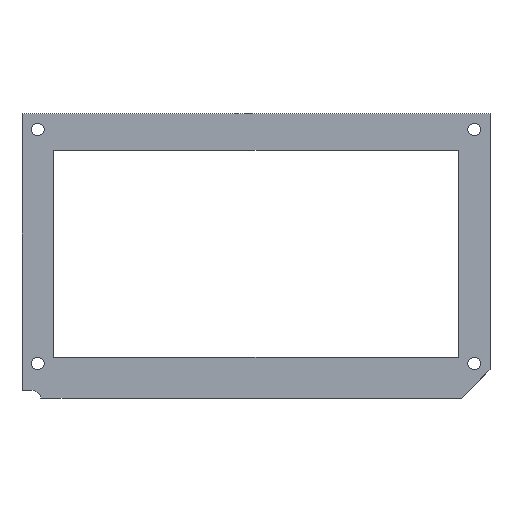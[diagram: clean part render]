
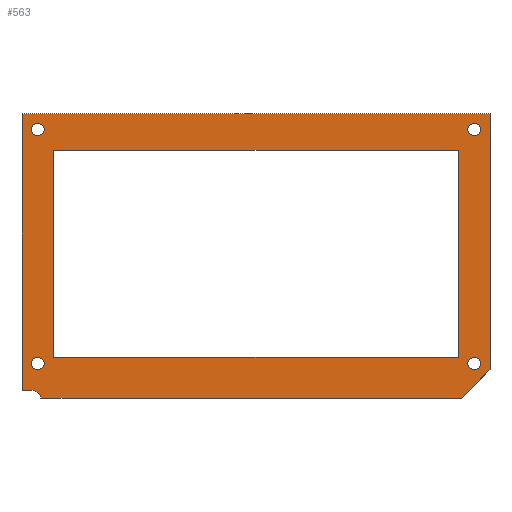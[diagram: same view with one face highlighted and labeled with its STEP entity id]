
A CAD part, front view. The second image highlights one B-rep face of the part: STEP entity #563.
In plain terms, the highlighted planar face has unit normal (0, -1, 0).
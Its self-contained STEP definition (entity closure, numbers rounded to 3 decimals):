
#108 = VERTEX_POINT('',#109);
#109 = CARTESIAN_POINT('',(-69.,0.,37.25));
#115 = EDGE_CURVE('',#108,#116,#118,.T.);
#116 = VERTEX_POINT('',#117);
#117 = CARTESIAN_POINT('',(-69.,0.,41.25));
#118 = CIRCLE('',#119,2.);
#119 = AXIS2_PLACEMENT_3D('',#120,#121,#122);
#120 = CARTESIAN_POINT('',(-69.,0.,39.25));
#121 = DIRECTION('',(0.,1.,0.));
#122 = DIRECTION('',(0.,-0.,1.));
#150 = VERTEX_POINT('',#151);
#151 = CARTESIAN_POINT('',(-69.,0.,-36.75));
#157 = EDGE_CURVE('',#150,#158,#160,.T.);
#158 = VERTEX_POINT('',#159);
#159 = CARTESIAN_POINT('',(-69.,0.,-32.75));
#160 = CIRCLE('',#161,2.);
#161 = AXIS2_PLACEMENT_3D('',#162,#163,#164);
#162 = CARTESIAN_POINT('',(-69.,0.,-34.75));
#163 = DIRECTION('',(0.,1.,0.));
#164 = DIRECTION('',(0.,-0.,1.));
#192 = VERTEX_POINT('',#193);
#193 = CARTESIAN_POINT('',(69.,0.,37.25));
#199 = EDGE_CURVE('',#192,#200,#202,.T.);
#200 = VERTEX_POINT('',#201);
#201 = CARTESIAN_POINT('',(69.,0.,41.25));
#202 = CIRCLE('',#203,2.);
#203 = AXIS2_PLACEMENT_3D('',#204,#205,#206);
#204 = CARTESIAN_POINT('',(69.,0.,39.25));
#205 = DIRECTION('',(0.,1.,0.));
#206 = DIRECTION('',(0.,-0.,1.));
#234 = VERTEX_POINT('',#235);
#235 = CARTESIAN_POINT('',(69.,0.,-36.75));
#241 = EDGE_CURVE('',#234,#242,#244,.T.);
#242 = VERTEX_POINT('',#243);
#243 = CARTESIAN_POINT('',(69.,0.,-32.75));
#244 = CIRCLE('',#245,2.);
#245 = AXIS2_PLACEMENT_3D('',#246,#247,#248);
#246 = CARTESIAN_POINT('',(69.,0.,-34.75));
#247 = DIRECTION('',(0.,1.,0.));
#248 = DIRECTION('',(0.,-0.,1.));
#528 = VERTEX_POINT('',#529);
#529 = CARTESIAN_POINT('',(-74.,0.,-43.25));
#537 = EDGE_CURVE('',#528,#538,#540,.T.);
#538 = VERTEX_POINT('',#539);
#539 = CARTESIAN_POINT('',(-74.,0.,44.25));
#540 = LINE('',#541,#542);
#541 = CARTESIAN_POINT('',(-74.,0.,-45.75));
#542 = VECTOR('',#543,1.);
#543 = DIRECTION('',(0.,0.,1.));
#563 = ADVANCED_FACE('',(#564,#614,#648,#658,#668,#678),#688,.F.);
#564 = FACE_BOUND('',#565,.T.);
#565 = EDGE_LOOP('',(#566,#576,#584,#592,#598,#599,#607));
#566 = ORIENTED_EDGE('',*,*,#567,.F.);
#567 = EDGE_CURVE('',#568,#570,#572,.T.);
#568 = VERTEX_POINT('',#569);
#569 = CARTESIAN_POINT('',(65.,0.,-45.75));
#570 = VERTEX_POINT('',#571);
#571 = CARTESIAN_POINT('',(-68.,0.,-45.75));
#572 = LINE('',#573,#574);
#573 = CARTESIAN_POINT('',(-74.,0.,-45.75));
#574 = VECTOR('',#575,1.);
#575 = DIRECTION('',(-1.,-0.,-0.));
#576 = ORIENTED_EDGE('',*,*,#577,.T.);
#577 = EDGE_CURVE('',#568,#578,#580,.T.);
#578 = VERTEX_POINT('',#579);
#579 = CARTESIAN_POINT('',(74.,0.,-36.75));
#580 = LINE('',#581,#582);
#581 = CARTESIAN_POINT('',(65.,0.,-45.75));
#582 = VECTOR('',#583,1.);
#583 = DIRECTION('',(0.707,-0.,0.707));
#584 = ORIENTED_EDGE('',*,*,#585,.F.);
#585 = EDGE_CURVE('',#586,#578,#588,.T.);
#586 = VERTEX_POINT('',#587);
#587 = CARTESIAN_POINT('',(74.,0.,44.25));
#588 = LINE('',#589,#590);
#589 = CARTESIAN_POINT('',(74.,0.,-45.75));
#590 = VECTOR('',#591,1.);
#591 = DIRECTION('',(0.,-0.,-1.));
#592 = ORIENTED_EDGE('',*,*,#593,.F.);
#593 = EDGE_CURVE('',#538,#586,#594,.T.);
#594 = LINE('',#595,#596);
#595 = CARTESIAN_POINT('',(-74.,0.,44.25));
#596 = VECTOR('',#597,1.);
#597 = DIRECTION('',(1.,0.,0.));
#598 = ORIENTED_EDGE('',*,*,#537,.F.);
#599 = ORIENTED_EDGE('',*,*,#600,.F.);
#600 = EDGE_CURVE('',#601,#528,#603,.T.);
#601 = VERTEX_POINT('',#602);
#602 = CARTESIAN_POINT('',(-70.958,0.,-43.25));
#603 = LINE('',#604,#605);
#604 = CARTESIAN_POINT('',(-74.,0.,-43.25));
#605 = VECTOR('',#606,1.);
#606 = DIRECTION('',(-1.,0.,-0.));
#607 = ORIENTED_EDGE('',*,*,#608,.T.);
#608 = EDGE_CURVE('',#601,#570,#609,.T.);
#609 = CIRCLE('',#610,3.);
#610 = AXIS2_PLACEMENT_3D('',#611,#612,#613);
#611 = CARTESIAN_POINT('',(-70.958,0.,-46.25));
#612 = DIRECTION('',(0.,1.,0.));
#613 = DIRECTION('',(0.,-0.,1.));
#614 = FACE_BOUND('',#615,.T.);
#615 = EDGE_LOOP('',(#616,#626,#634,#642));
#616 = ORIENTED_EDGE('',*,*,#617,.T.);
#617 = EDGE_CURVE('',#618,#620,#622,.T.);
#618 = VERTEX_POINT('',#619);
#619 = CARTESIAN_POINT('',(64.,0.,32.75));
#620 = VERTEX_POINT('',#621);
#621 = CARTESIAN_POINT('',(64.,0.,-32.75));
#622 = LINE('',#623,#624);
#623 = CARTESIAN_POINT('',(64.,0.,-32.75));
#624 = VECTOR('',#625,1.);
#625 = DIRECTION('',(0.,-0.,-1.));
#626 = ORIENTED_EDGE('',*,*,#627,.T.);
#627 = EDGE_CURVE('',#620,#628,#630,.T.);
#628 = VERTEX_POINT('',#629);
#629 = CARTESIAN_POINT('',(-64.,0.,-32.75));
#630 = LINE('',#631,#632);
#631 = CARTESIAN_POINT('',(-64.,0.,-32.75));
#632 = VECTOR('',#633,1.);
#633 = DIRECTION('',(-1.,-0.,-0.));
#634 = ORIENTED_EDGE('',*,*,#635,.T.);
#635 = EDGE_CURVE('',#628,#636,#638,.T.);
#636 = VERTEX_POINT('',#637);
#637 = CARTESIAN_POINT('',(-64.,0.,32.75));
#638 = LINE('',#639,#640);
#639 = CARTESIAN_POINT('',(-64.,0.,-32.75));
#640 = VECTOR('',#641,1.);
#641 = DIRECTION('',(0.,0.,1.));
#642 = ORIENTED_EDGE('',*,*,#643,.T.);
#643 = EDGE_CURVE('',#636,#618,#644,.T.);
#644 = LINE('',#645,#646);
#645 = CARTESIAN_POINT('',(-64.,0.,32.75));
#646 = VECTOR('',#647,1.);
#647 = DIRECTION('',(1.,0.,0.));
#648 = FACE_BOUND('',#649,.T.);
#649 = EDGE_LOOP('',(#650,#651));
#650 = ORIENTED_EDGE('',*,*,#241,.T.);
#651 = ORIENTED_EDGE('',*,*,#652,.T.);
#652 = EDGE_CURVE('',#242,#234,#653,.T.);
#653 = CIRCLE('',#654,2.);
#654 = AXIS2_PLACEMENT_3D('',#655,#656,#657);
#655 = CARTESIAN_POINT('',(69.,0.,-34.75));
#656 = DIRECTION('',(0.,1.,0.));
#657 = DIRECTION('',(0.,-0.,1.));
#658 = FACE_BOUND('',#659,.T.);
#659 = EDGE_LOOP('',(#660,#661));
#660 = ORIENTED_EDGE('',*,*,#199,.T.);
#661 = ORIENTED_EDGE('',*,*,#662,.T.);
#662 = EDGE_CURVE('',#200,#192,#663,.T.);
#663 = CIRCLE('',#664,2.);
#664 = AXIS2_PLACEMENT_3D('',#665,#666,#667);
#665 = CARTESIAN_POINT('',(69.,0.,39.25));
#666 = DIRECTION('',(0.,1.,0.));
#667 = DIRECTION('',(0.,-0.,1.));
#668 = FACE_BOUND('',#669,.T.);
#669 = EDGE_LOOP('',(#670,#671));
#670 = ORIENTED_EDGE('',*,*,#157,.T.);
#671 = ORIENTED_EDGE('',*,*,#672,.T.);
#672 = EDGE_CURVE('',#158,#150,#673,.T.);
#673 = CIRCLE('',#674,2.);
#674 = AXIS2_PLACEMENT_3D('',#675,#676,#677);
#675 = CARTESIAN_POINT('',(-69.,0.,-34.75));
#676 = DIRECTION('',(0.,1.,0.));
#677 = DIRECTION('',(0.,-0.,1.));
#678 = FACE_BOUND('',#679,.T.);
#679 = EDGE_LOOP('',(#680,#681));
#680 = ORIENTED_EDGE('',*,*,#115,.T.);
#681 = ORIENTED_EDGE('',*,*,#682,.T.);
#682 = EDGE_CURVE('',#116,#108,#683,.T.);
#683 = CIRCLE('',#684,2.);
#684 = AXIS2_PLACEMENT_3D('',#685,#686,#687);
#685 = CARTESIAN_POINT('',(-69.,0.,39.25));
#686 = DIRECTION('',(0.,1.,0.));
#687 = DIRECTION('',(0.,-0.,1.));
#688 = PLANE('',#689);
#689 = AXIS2_PLACEMENT_3D('',#690,#691,#692);
#690 = CARTESIAN_POINT('',(0.,0.,0.));
#691 = DIRECTION('',(0.,1.,0.));
#692 = DIRECTION('',(0.,-0.,1.));
